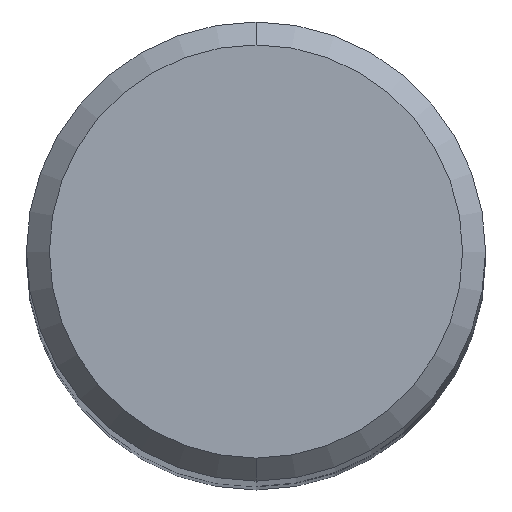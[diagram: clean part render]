
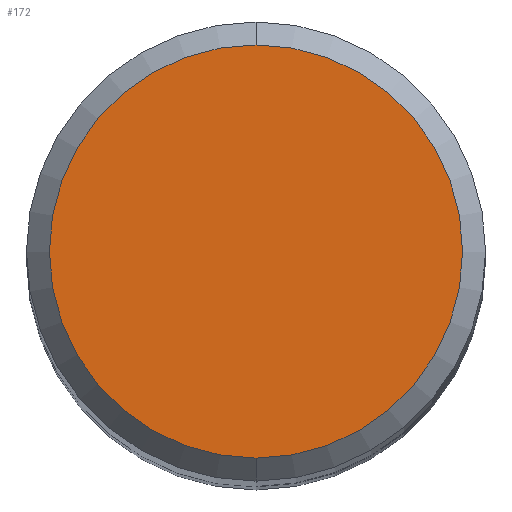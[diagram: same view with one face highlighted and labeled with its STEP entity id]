
A CAD part, top view. The second image highlights one B-rep face of the part: STEP entity #172.
In plain terms, the highlighted planar face has unit normal (0, 0, 1).
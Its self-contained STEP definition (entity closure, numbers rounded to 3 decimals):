
#172=ADVANCED_FACE('',(#465),#466,.T.);
#276=EDGE_CURVE('',#352,#422,#578,.T.);
#352=VERTEX_POINT('',#663);
#398=EDGE_CURVE('',#422,#352,#714,.T.);
#422=VERTEX_POINT('',#741);
#465=FACE_OUTER_BOUND('',#779,.T.);
#466=PLANE('',#780);
#578=CIRCLE('',#1052,3.6);
#663=CARTESIAN_POINT('',(0.0,3.6,0.0));
#714=CIRCLE('',#1321,3.6);
#741=CARTESIAN_POINT('',(0.,-3.6,0.0));
#779=EDGE_LOOP('',(#1397,#1398));
#780=AXIS2_PLACEMENT_3D('',#1399,#1400,#1401);
#1052=AXIS2_PLACEMENT_3D('',#1520,#1521,#1522);
#1321=AXIS2_PLACEMENT_3D('',#1660,#1661,#1662);
#1397=ORIENTED_EDGE('',*,*,#276,.F.);
#1398=ORIENTED_EDGE('',*,*,#398,.F.);
#1399=CARTESIAN_POINT('',(0.0,1.8,0.0));
#1400=DIRECTION('',(-0.0,0.0,1.0));
#1401=DIRECTION('',(0.0,-1.0,0.0));
#1520=CARTESIAN_POINT('',(0.0,0.0,0.0));
#1521=DIRECTION('',(0.0,0.0,-1.0));
#1522=DIRECTION('',(0.0,1.0,0.0));
#1660=CARTESIAN_POINT('',(0.0,0.0,0.0));
#1661=DIRECTION('',(0.0,0.0,-1.0));
#1662=DIRECTION('',(0.0,1.0,0.0));
